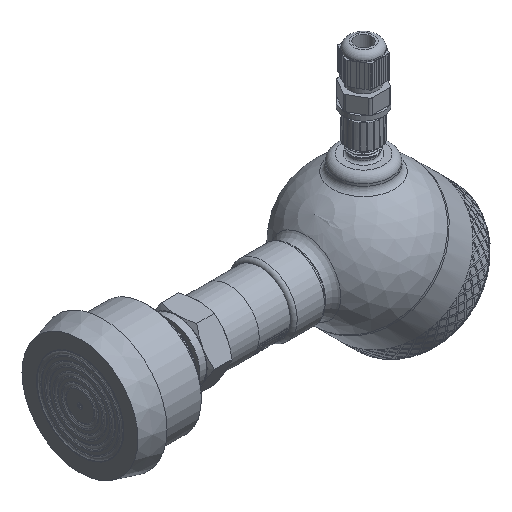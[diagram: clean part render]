
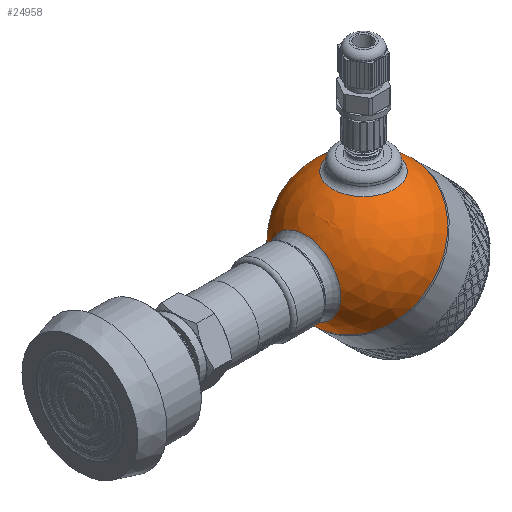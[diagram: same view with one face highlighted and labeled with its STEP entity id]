
A CAD part, isometric view. The second image highlights one B-rep face of the part: STEP entity #24958.
In plain terms, the highlighted spherical face has radius 30 mm.
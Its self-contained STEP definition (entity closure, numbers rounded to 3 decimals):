
#39=SPHERICAL_SURFACE('',#26496,30.);
#136=FACE_BOUND('',#3723,.T.);
#137=FACE_BOUND('',#3724,.T.);
#2071=FACE_OUTER_BOUND('',#3722,.T.);
#3722=EDGE_LOOP('',(#18519,#18520,#18521,#18522));
#3723=EDGE_LOOP('',(#18523));
#3724=EDGE_LOOP('',(#18524));
#5246=CIRCLE('',#26493,15.643);
#5249=CIRCLE('',#26497,30.);
#5250=CIRCLE('',#26498,30.);
#5251=CIRCLE('',#26499,30.);
#5252=CIRCLE('',#26500,13.5);
#10528=VERTEX_POINT('',#47550);
#10530=VERTEX_POINT('',#47556);
#10531=VERTEX_POINT('',#47557);
#10532=VERTEX_POINT('',#47559);
#10533=VERTEX_POINT('',#47562);
#13505=EDGE_CURVE('',#10528,#10528,#5246,.T.);
#13508=EDGE_CURVE('',#10530,#10531,#5249,.T.);
#13509=EDGE_CURVE('',#10530,#10532,#5250,.T.);
#13510=EDGE_CURVE('',#10531,#10530,#5251,.T.);
#13511=EDGE_CURVE('',#10533,#10533,#5252,.T.);
#18519=ORIENTED_EDGE('',*,*,#13508,.F.);
#18520=ORIENTED_EDGE('',*,*,#13509,.T.);
#18521=ORIENTED_EDGE('',*,*,#13509,.F.);
#18522=ORIENTED_EDGE('',*,*,#13510,.F.);
#18523=ORIENTED_EDGE('',*,*,#13505,.F.);
#18524=ORIENTED_EDGE('',*,*,#13511,.F.);
#24958=ADVANCED_FACE('',(#2071,#136,#137),#39,.T.);
#26493=AXIS2_PLACEMENT_3D('',#47551,#28323,#28324);
#26496=AXIS2_PLACEMENT_3D('',#47555,#28329,#28330);
#26497=AXIS2_PLACEMENT_3D('',#47558,#28331,#28332);
#26498=AXIS2_PLACEMENT_3D('',#47560,#28333,#28334);
#26499=AXIS2_PLACEMENT_3D('',#47561,#28335,#28336);
#26500=AXIS2_PLACEMENT_3D('',#47563,#28337,#28338);
#28323=DIRECTION('center_axis',(-0.707,0.,0.707));
#28324=DIRECTION('ref_axis',(0.707,0.,0.707));
#28329=DIRECTION('center_axis',(1.,0.,0.));
#28330=DIRECTION('ref_axis',(0.,-1.,0.));
#28331=DIRECTION('center_axis',(1.,0.,0.));
#28332=DIRECTION('ref_axis',(0.,1.,0.));
#28333=DIRECTION('center_axis',(0.,0.,1.));
#28334=DIRECTION('ref_axis',(0.,1.,0.));
#28335=DIRECTION('center_axis',(1.,0.,0.));
#28336=DIRECTION('ref_axis',(0.,1.,0.));
#28337=DIRECTION('center_axis',(-0.707,0.,-0.707));
#28338=DIRECTION('ref_axis',(-0.707,0.,0.707));
#47550=CARTESIAN_POINT('',(-29.162,0.,7.04));
#47551=CARTESIAN_POINT('Origin',(-18.101,0.,18.101));
#47555=CARTESIAN_POINT('Origin',(0.,0.,0.));
#47556=CARTESIAN_POINT('',(0.,30.,0.));
#47557=CARTESIAN_POINT('',(0.,-30.,0.));
#47558=CARTESIAN_POINT('Origin',(0.,0.,0.));
#47559=CARTESIAN_POINT('',(-30.,0.,0.));
#47560=CARTESIAN_POINT('Origin',(0.,0.,0.));
#47561=CARTESIAN_POINT('Origin',(0.,0.,0.));
#47562=CARTESIAN_POINT('',(-9.398,0.,-28.49));
#47563=CARTESIAN_POINT('Origin',(-18.944,0.,-18.944));
